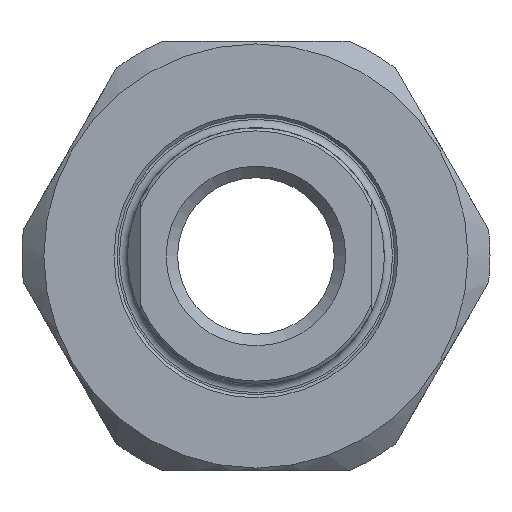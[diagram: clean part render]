
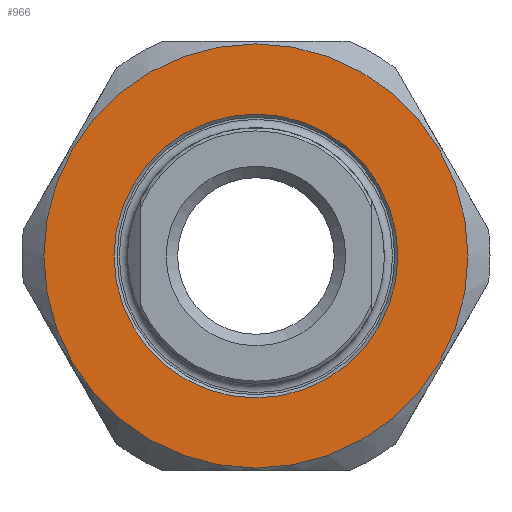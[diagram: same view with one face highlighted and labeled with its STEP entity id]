
A CAD part, left-side view. The second image highlights one B-rep face of the part: STEP entity #966.
In plain terms, the highlighted planar face has unit normal (-1, 0, 0).
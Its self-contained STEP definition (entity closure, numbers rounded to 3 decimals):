
#40=FACE_BOUND('',#187,.T.);
#93=PLANE('',#1121);
#128=FACE_OUTER_BOUND('',#186,.T.);
#186=EDGE_LOOP('',(#743));
#187=EDGE_LOOP('',(#744));
#347=CIRCLE('',#1101,20.25);
#357=CIRCLE('',#1120,13.55);
#430=VERTEX_POINT('',#1641);
#439=VERTEX_POINT('',#1676);
#539=EDGE_CURVE('',#430,#430,#347,.T.);
#553=EDGE_CURVE('',#439,#439,#357,.T.);
#743=ORIENTED_EDGE('',*,*,#539,.T.);
#744=ORIENTED_EDGE('',*,*,#553,.F.);
#966=ADVANCED_FACE('',(#128,#40),#93,.T.);
#1101=AXIS2_PLACEMENT_3D('',#1643,#1280,#1281);
#1120=AXIS2_PLACEMENT_3D('',#1677,#1321,#1322);
#1121=AXIS2_PLACEMENT_3D('',#1679,#1324,#1325);
#1280=DIRECTION('center_axis',(-1.,0.,0.));
#1281=DIRECTION('ref_axis',(0.,1.,0.));
#1321=DIRECTION('center_axis',(-1.,0.,0.));
#1322=DIRECTION('ref_axis',(0.,0.,-1.));
#1324=DIRECTION('center_axis',(-1.,0.,0.));
#1325=DIRECTION('ref_axis',(0.,0.,1.));
#1641=CARTESIAN_POINT('',(-16.,-20.25,0.));
#1643=CARTESIAN_POINT('Origin',(-16.,0.,0.));
#1676=CARTESIAN_POINT('',(-16.,0.,13.55));
#1677=CARTESIAN_POINT('Origin',(-16.,0.,0.));
#1679=CARTESIAN_POINT('Origin',(-16.,0.,0.));
